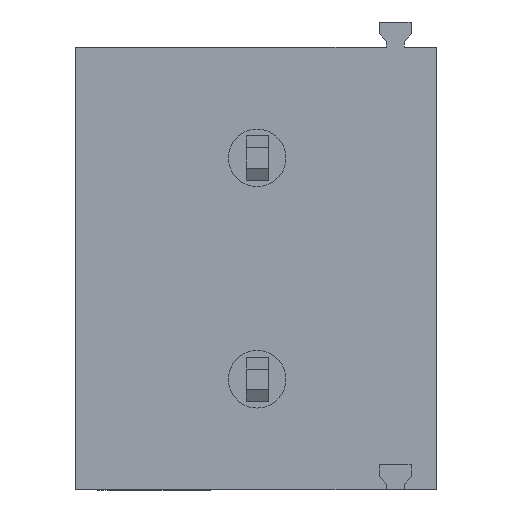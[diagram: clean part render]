
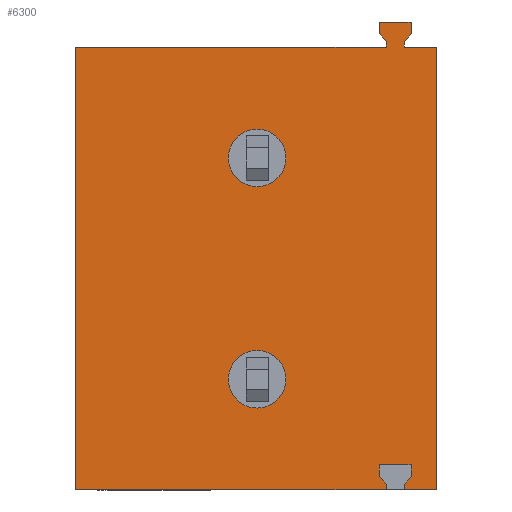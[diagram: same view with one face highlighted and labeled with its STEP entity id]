
A CAD part, front view. The second image highlights one B-rep face of the part: STEP entity #6300.
In plain terms, the highlighted planar face has unit normal (0, -1, 0).
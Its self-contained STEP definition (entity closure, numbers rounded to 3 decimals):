
#4410=CARTESIAN_POINT('',(-34.43,15.509,
-1.522));
#4420=DIRECTION('',(0.,-1.,0.));
#4430=DIRECTION('',(1.,0.,0.));
#4440=AXIS2_PLACEMENT_3D('',#4410,#4420,#4430);
#4450=PLANE('',#4440);
#4460=CARTESIAN_POINT('',(-35.854,15.509,0.));
#4470=DIRECTION('',(0.,-1.,0.));
#4480=DIRECTION('',(1.,0.,0.));
#4490=AXIS2_PLACEMENT_3D('',#4460,#4470,#4480);
#4500=CIRCLE('',#4490,0.65);
#4510=CARTESIAN_POINT('',(-36.504,15.509,
0.));
#4520=VERTEX_POINT('',#4510);
#4530=CARTESIAN_POINT('',(-35.204,15.509,0.));
#4540=VERTEX_POINT('',#4530);
#4550=EDGE_CURVE('',#4520,#4540,#4500,.T.);
#4560=ORIENTED_EDGE('',*,*,#4550,.F.);
#4570=EDGE_CURVE('',#4540,#4520,#4500,.T.);
#4580=ORIENTED_EDGE('',*,*,#4570,.F.);
#4590=EDGE_LOOP('',(#4580,#4560));
#4600=FACE_BOUND('',#4590,.T.);
#4610=CARTESIAN_POINT('',(-35.854,15.509,-5.));
#4620=DIRECTION('',(0.,-1.,0.));
#4630=DIRECTION('',(1.,0.,0.));
#4640=AXIS2_PLACEMENT_3D('',#4610,#4620,#4630);
#4650=CIRCLE('',#4640,0.65);
#4660=CARTESIAN_POINT('',(-36.504,15.509,-5.));
#4670=VERTEX_POINT('',#4660);
#4680=CARTESIAN_POINT('',(-35.204,15.509,-5.));
#4690=VERTEX_POINT('',#4680);
#4700=EDGE_CURVE('',#4670,#4690,#4650,.T.);
#4710=ORIENTED_EDGE('',*,*,#4700,.F.);
#4720=EDGE_CURVE('',#4690,#4670,#4650,.T.);
#4730=ORIENTED_EDGE('',*,*,#4720,.F.);
#4740=EDGE_LOOP('',(#4730,#4710));
#4750=FACE_BOUND('',#4740,.T.);
#4760=CARTESIAN_POINT('',(0.,15.509,-7.5));
#4770=DIRECTION('',(-1.,0.,0.));
#4780=VECTOR('',#4770,1.);
#4790=LINE('',#4760,#4780);
#4800=CARTESIAN_POINT('',(-31.754,15.509,-7.5));
#4810=VERTEX_POINT('',#4800);
#4820=CARTESIAN_POINT('',(-38.767,15.509,-7.5));
#4830=VERTEX_POINT('',#4820);
#4840=EDGE_CURVE('',#4810,#4830,#4790,.T.);
#4850=ORIENTED_EDGE('',*,*,#4840,.F.);
#4860=CARTESIAN_POINT('',(-38.767,15.509,-7.5));
#4870=DIRECTION('',(0.,0.,-1.));
#4880=VECTOR('',#4870,1.);
#4890=LINE('',#4860,#4880);
#4900=CARTESIAN_POINT('',(-38.767,15.509,
-7.629));
#4910=VERTEX_POINT('',#4900);
#4920=EDGE_CURVE('',#4830,#4910,#4890,.T.);
#4930=ORIENTED_EDGE('',*,*,#4920,.F.);
#4940=CARTESIAN_POINT('',(-38.767,15.509,
-7.629));
#4950=DIRECTION('',(0.644,0.,-0.765));
#4960=VECTOR('',#4950,1.);
#4970=LINE('',#4940,#4960);
#4980=CARTESIAN_POINT('',(-38.617,15.509,
-7.807));
#4990=VERTEX_POINT('',#4980);
#5000=EDGE_CURVE('',#4910,#4990,#4970,.T.);
#5010=ORIENTED_EDGE('',*,*,#5000,.F.);
#5020=CARTESIAN_POINT('',(-38.617,15.509,
-7.807));
#5030=DIRECTION('',(0.,0.,-1.));
#5040=VECTOR('',#5030,1.);
#5050=LINE('',#5020,#5040);
#5060=CARTESIAN_POINT('',(-38.617,15.509,
-8.07));
#5070=VERTEX_POINT('',#5060);
#5080=EDGE_CURVE('',#4990,#5070,#5050,.T.);
#5090=ORIENTED_EDGE('',*,*,#5080,.F.);
#5100=CARTESIAN_POINT('',(-38.617,15.509,
-8.07));
#5110=DIRECTION('',(-1.,0.,0.));
#5120=VECTOR('',#5110,1.);
#5130=LINE('',#5100,#5120);
#5140=CARTESIAN_POINT('',(-39.331,15.509,
-8.07));
#5150=VERTEX_POINT('',#5140);
#5160=EDGE_CURVE('',#5070,#5150,#5130,.T.);
#5170=ORIENTED_EDGE('',*,*,#5160,.F.);
#5180=CARTESIAN_POINT('',(-39.331,15.509,
-8.07));
#5190=DIRECTION('',(0.,0.,1.));
#5200=VECTOR('',#5190,1.);
#5210=LINE('',#5180,#5200);
#5220=CARTESIAN_POINT('',(-39.331,15.509,
-7.807));
#5230=VERTEX_POINT('',#5220);
#5240=EDGE_CURVE('',#5150,#5230,#5210,.T.);
#5250=ORIENTED_EDGE('',*,*,#5240,.F.);
#5260=CARTESIAN_POINT('',(-39.331,15.509,
-7.807));
#5270=DIRECTION('',(0.644,0.,0.765));
#5280=VECTOR('',#5270,1.);
#5290=LINE('',#5260,#5280);
#5300=CARTESIAN_POINT('',(-39.181,15.509,
-7.629));
#5310=VERTEX_POINT('',#5300);
#5320=EDGE_CURVE('',#5230,#5310,#5290,.T.);
#5330=ORIENTED_EDGE('',*,*,#5320,.F.);
#5340=CARTESIAN_POINT('',(-39.181,15.509,
-7.629));
#5350=DIRECTION('',(0.,0.,1.));
#5360=VECTOR('',#5350,1.);
#5370=LINE('',#5340,#5360);
#5380=CARTESIAN_POINT('',(-39.181,15.509,-7.5));
#5390=VERTEX_POINT('',#5380);
#5400=EDGE_CURVE('',#5310,#5390,#5370,.T.);
#5410=ORIENTED_EDGE('',*,*,#5400,.F.);
#5420=CARTESIAN_POINT('',(-39.904,15.509,-7.5));
#5430=VERTEX_POINT('',#5420);
#5440=EDGE_CURVE('',#5390,#5430,#4790,.T.);
#5450=ORIENTED_EDGE('',*,*,#5440,.F.);
#5460=CARTESIAN_POINT('',(-39.904,15.509,0.));
#5470=DIRECTION('',(0.,0.,-1.));
#5480=VECTOR('',#5470,1.);
#5490=LINE('',#5460,#5480);
#5500=CARTESIAN_POINT('',(-39.904,15.509,2.5));
#5510=VERTEX_POINT('',#5500);
#5520=EDGE_CURVE('',#5510,#5430,#5490,.T.);
#5530=ORIENTED_EDGE('',*,*,#5520,.T.);
#5540=CARTESIAN_POINT('',(0.,15.509,2.5));
#5550=DIRECTION('',(-1.,0.,0.));
#5560=VECTOR('',#5550,1.);
#5570=LINE('',#5540,#5560);
#5580=CARTESIAN_POINT('',(-39.181,15.509,2.5));
#5590=VERTEX_POINT('',#5580);
#5600=EDGE_CURVE('',#5590,#5510,#5570,.T.);
#5610=ORIENTED_EDGE('',*,*,#5600,.T.);
#5620=CARTESIAN_POINT('',(-39.181,15.509,0.));
#5630=DIRECTION('',(0.,0.,-1.));
#5640=VECTOR('',#5630,1.);
#5650=LINE('',#5620,#5640);
#5660=CARTESIAN_POINT('',(-39.181,15.509,
2.371));
#5670=VERTEX_POINT('',#5660);
#5680=EDGE_CURVE('',#5590,#5670,#5650,.T.);
#5690=ORIENTED_EDGE('',*,*,#5680,.F.);
#5700=CARTESIAN_POINT('',(-41.175,15.509,0.));
#5710=DIRECTION('',(-0.644,0.,-0.765));
#5720=VECTOR('',#5710,1.);
#5730=LINE('',#5700,#5720);
#5740=CARTESIAN_POINT('',(-39.331,15.509,
2.193));
#5750=VERTEX_POINT('',#5740);
#5760=EDGE_CURVE('',#5670,#5750,#5730,.T.);
#5770=ORIENTED_EDGE('',*,*,#5760,.F.);
#5780=CARTESIAN_POINT('',(-39.331,15.509,0.));
#5790=DIRECTION('',(0.,0.,-1.));
#5800=VECTOR('',#5790,1.);
#5810=LINE('',#5780,#5800);
#5820=CARTESIAN_POINT('',(-39.331,15.509,
1.93));
#5830=VERTEX_POINT('',#5820);
#5840=EDGE_CURVE('',#5750,#5830,#5810,.T.);
#5850=ORIENTED_EDGE('',*,*,#5840,.F.);
#5860=CARTESIAN_POINT('',(0.,15.509,1.93));
#5870=DIRECTION('',(1.,0.,0.));
#5880=VECTOR('',#5870,1.);
#5890=LINE('',#5860,#5880);
#5900=CARTESIAN_POINT('',(-38.617,15.509,
1.93));
#5910=VERTEX_POINT('',#5900);
#5920=EDGE_CURVE('',#5830,#5910,#5890,.T.);
#5930=ORIENTED_EDGE('',*,*,#5920,.F.);
#5940=CARTESIAN_POINT('',(-38.617,15.509,0.));
#5950=DIRECTION('',(0.,0.,1.));
#5960=VECTOR('',#5950,1.);
#5970=LINE('',#5940,#5960);
#5980=CARTESIAN_POINT('',(-38.617,15.509,
2.193));
#5990=VERTEX_POINT('',#5980);
#6000=EDGE_CURVE('',#5910,#5990,#5970,.T.);
#6010=ORIENTED_EDGE('',*,*,#6000,.F.);
#6020=CARTESIAN_POINT('',(-36.773,15.509,0.));
#6030=DIRECTION('',(-0.644,0.,0.765));
#6040=VECTOR('',#6030,1.);
#6050=LINE('',#6020,#6040);
#6060=CARTESIAN_POINT('',(-38.767,15.509,
2.371));
#6070=VERTEX_POINT('',#6060);
#6080=EDGE_CURVE('',#5990,#6070,#6050,.T.);
#6090=ORIENTED_EDGE('',*,*,#6080,.F.);
#6100=CARTESIAN_POINT('',(-38.767,15.509,0.));
#6110=DIRECTION('',(0.,0.,1.));
#6120=VECTOR('',#6110,1.);
#6130=LINE('',#6100,#6120);
#6140=CARTESIAN_POINT('',(-38.767,15.509,2.5));
#6150=VERTEX_POINT('',#6140);
#6160=EDGE_CURVE('',#6070,#6150,#6130,.T.);
#6170=ORIENTED_EDGE('',*,*,#6160,.F.);
#6180=CARTESIAN_POINT('',(-31.754,15.509,2.5));
#6190=VERTEX_POINT('',#6180);
#6200=EDGE_CURVE('',#6190,#6150,#5570,.T.);
#6210=ORIENTED_EDGE('',*,*,#6200,.T.);
#6220=CARTESIAN_POINT('',(-31.754,15.509,0.));
#6230=DIRECTION('',(0.,0.,1.));
#6240=VECTOR('',#6230,1.);
#6250=LINE('',#6220,#6240);
#6260=EDGE_CURVE('',#4810,#6190,#6250,.T.);
#6270=ORIENTED_EDGE('',*,*,#6260,.T.);
#6280=EDGE_LOOP('',(#6270,#6210,#6170,#6090,#6010,#5930,#5850,#5770,
#5690,#5610,#5530,#5450,#5410,#5330,#5250,#5170,#5090,#5010,#4930,#4850)
);
#6290=FACE_OUTER_BOUND('',#6280,.T.);
#6300=ADVANCED_FACE('',(#4600,#4750,#6290),#4450,.T.);
